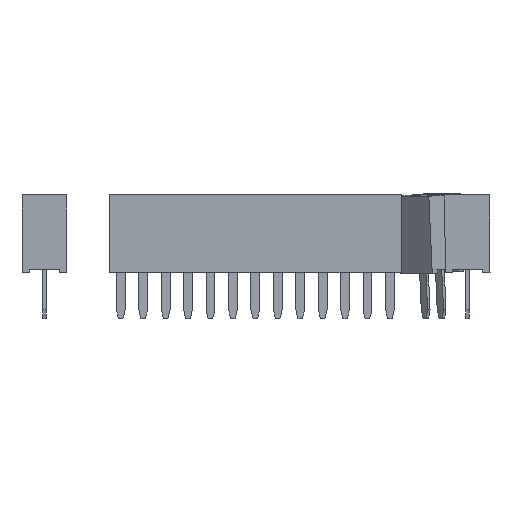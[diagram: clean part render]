
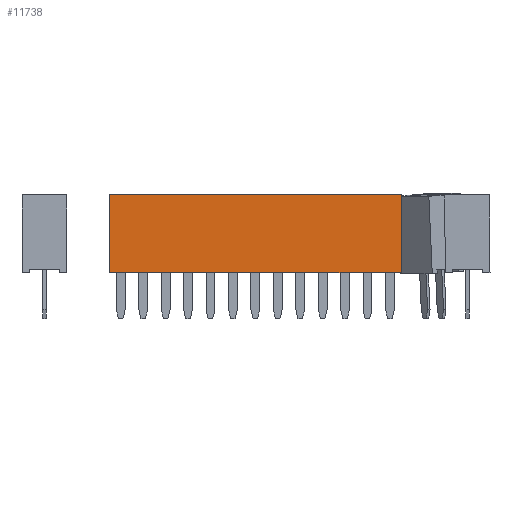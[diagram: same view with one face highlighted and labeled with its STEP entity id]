
A CAD part, left-side view. The second image highlights one B-rep face of the part: STEP entity #11738.
In plain terms, the highlighted planar face has unit normal (-1, 0, 0.002).
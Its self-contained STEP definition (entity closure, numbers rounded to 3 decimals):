
#297 = VECTOR ( 'NONE', #4352, 1000. ) ;
#316 = VECTOR ( 'NONE', #15935, 1000. ) ;
#626 = EDGE_CURVE ( 'NONE', #8338, #15139, #4329, .T. ) ;
#1562 = CARTESIAN_POINT ( 'NONE',  ( -1.27, 0.635, 0. ) ) ;
#2167 = VECTOR ( 'NONE', #3867, 1000. ) ;
#3056 = ORIENTED_EDGE ( 'NONE', *, *, #626, .F. ) ;
#3413 = ORIENTED_EDGE ( 'NONE', *, *, #8549, .T. ) ;
#3867 = DIRECTION ( 'NONE',  ( 0., 0., 1. ) ) ;
#3961 = LINE ( 'NONE', #4365, #316 ) ;
#4166 = AXIS2_PLACEMENT_3D ( 'NONE', #7867, #14348, #10526 ) ;
#4329 = LINE ( 'NONE', #12157, #297 ) ;
#4352 = DIRECTION ( 'NONE',  ( 0., 1., 0. ) ) ;
#4365 = CARTESIAN_POINT ( 'NONE',  ( -1.27, 0.635, 0. ) ) ;
#4505 = FACE_OUTER_BOUND ( 'NONE', #13505, .T. ) ;
#4988 = CARTESIAN_POINT ( 'NONE',  ( -1.27, -15.875, 0. ) ) ;
#5181 = EDGE_CURVE ( 'NONE', #13700, #15139, #3961, .T. ) ;
#5274 = ORIENTED_EDGE ( 'NONE', *, *, #5181, .T. ) ;
#6371 = VECTOR ( 'NONE', #10804, 1000. ) ;
#7867 = CARTESIAN_POINT ( 'NONE',  ( -1.27, 0.635, 0. ) ) ;
#8338 = VERTEX_POINT ( 'NONE', #4988 ) ;
#8345 = ORIENTED_EDGE ( 'NONE', *, *, #13517, .T. ) ;
#8549 = EDGE_CURVE ( 'NONE', #8338, #12583, #15635, .T. ) ;
#9354 = LINE ( 'NONE', #13014, #6371 ) ;
#10526 = DIRECTION ( 'NONE',  ( 0., 1., 0. ) ) ;
#10804 = DIRECTION ( 'NONE',  ( 0., 1., 0. ) ) ;
#11540 = CARTESIAN_POINT ( 'NONE',  ( -1.27, -15.875, 0. ) ) ;
#11720 = PLANE ( 'NONE',  #4166 ) ;
#11738 = ADVANCED_FACE ( 'NONE', ( #4505 ), #11720, .F. ) ;
#12157 = CARTESIAN_POINT ( 'NONE',  ( -1.27, 0.635, 0. ) ) ;
#12583 = VERTEX_POINT ( 'NONE', #16324 ) ;
#13014 = CARTESIAN_POINT ( 'NONE',  ( -1.27, -15.875, 4.4 ) ) ;
#13505 = EDGE_LOOP ( 'NONE', ( #3413, #8345, #5274, #3056 ) ) ;
#13517 = EDGE_CURVE ( 'NONE', #12583, #13700, #9354, .T. ) ;
#13700 = VERTEX_POINT ( 'NONE', #16169 ) ;
#14348 = DIRECTION ( 'NONE',  ( 1., 0., 0. ) ) ;
#15139 = VERTEX_POINT ( 'NONE', #1562 ) ;
#15635 = LINE ( 'NONE', #11540, #2167 ) ;
#15935 = DIRECTION ( 'NONE',  ( 0., 0., -1. ) ) ;
#16169 = CARTESIAN_POINT ( 'NONE',  ( -1.27, 0.635, 4.4 ) ) ;
#16324 = CARTESIAN_POINT ( 'NONE',  ( -1.27, -15.875, 4.4 ) ) ;
